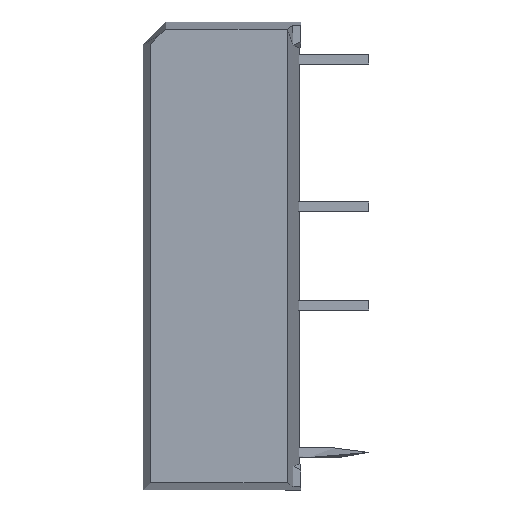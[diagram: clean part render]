
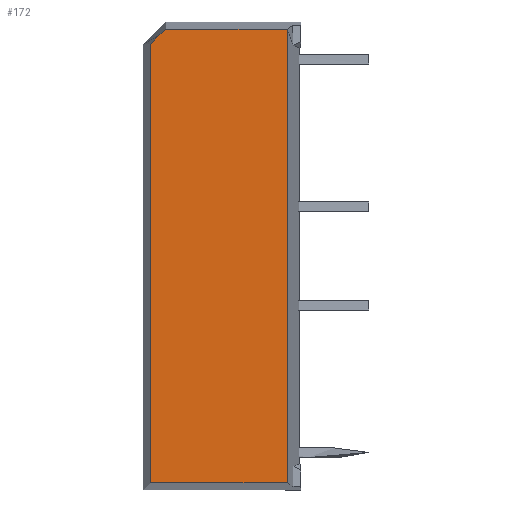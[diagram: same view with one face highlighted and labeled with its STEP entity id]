
A CAD part, top view. The second image highlights one B-rep face of the part: STEP entity #172.
In plain terms, the highlighted planar face has unit normal (0, 0, 1).
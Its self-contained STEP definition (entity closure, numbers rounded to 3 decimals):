
#2 = ORIENTED_EDGE ( 'NONE', *, *, #963, .T. ) ;
#48 = LINE ( 'NONE', #1134, #1552 ) ;
#60 = EDGE_CURVE ( 'NONE', #1637, #1694, #390, .T. ) ;
#88 = CARTESIAN_POINT ( 'NONE',  ( -5.615, -11.713, 3.11 ) ) ;
#107 = CARTESIAN_POINT ( 'NONE',  ( -5.186, 11.359, 3.11 ) ) ;
#172 = ADVANCED_FACE ( 'NONE', ( #1634 ), #1725, .T. ) ;
#174 = CARTESIAN_POINT ( 'NONE',  ( -5.65, 9.9, 3.11 ) ) ;
#212 = CARTESIAN_POINT ( 'NONE',  ( -5.186, 11.359, 3.11 ) ) ;
#268 = VERTEX_POINT ( 'NONE', #1299 ) ;
#288 = DIRECTION ( 'NONE',  ( -1., 0., 0. ) ) ;
#303 = DIRECTION ( 'NONE',  ( -0.707, -0.707, 0. ) ) ;
#331 = VERTEX_POINT ( 'NONE', #212 ) ;
#352 = VERTEX_POINT ( 'NONE', #1838 ) ;
#380 = VECTOR ( 'NONE', #1857, 1000. ) ;
#390 = LINE ( 'NONE', #2220, #380 ) ;
#585 = DIRECTION ( 'NONE',  ( 1., 0., 0. ) ) ;
#663 = LINE ( 'NONE', #107, #2263 ) ;
#736 = DIRECTION ( 'NONE',  ( 0., -1., 0. ) ) ;
#803 = DIRECTION ( 'NONE',  ( 0., -1., 0. ) ) ;
#903 = EDGE_CURVE ( 'NONE', #1694, #2138, #48, .T. ) ;
#963 = EDGE_CURVE ( 'NONE', #352, #268, #1394, .T. ) ;
#979 = ORIENTED_EDGE ( 'NONE', *, *, #60, .T. ) ;
#1018 = CARTESIAN_POINT ( 'NONE',  ( -5.615, 10.93, 3.11 ) ) ;
#1027 = CARTESIAN_POINT ( 'NONE',  ( 1.447, -11.713, 3.11 ) ) ;
#1134 = CARTESIAN_POINT ( 'NONE',  ( -18.45, -11.713, 3.11 ) ) ;
#1172 = DIRECTION ( 'NONE',  ( -0.707, -0.707, 0. ) ) ;
#1220 = CARTESIAN_POINT ( 'NONE',  ( 1.447, 10.863, 3.11 ) ) ;
#1299 = CARTESIAN_POINT ( 'NONE',  ( -4.832, 11.713, 3.11 ) ) ;
#1304 = VECTOR ( 'NONE', #288, 1000. ) ;
#1387 = CARTESIAN_POINT ( 'NONE',  ( -5.186, 11.359, 3.11 ) ) ;
#1394 = LINE ( 'NONE', #2147, #1304 ) ;
#1449 = EDGE_CURVE ( 'NONE', #352, #2138, #1534, .T. ) ;
#1534 = LINE ( 'NONE', #1220, #2298 ) ;
#1552 = VECTOR ( 'NONE', #585, 1000. ) ;
#1604 = ORIENTED_EDGE ( 'NONE', *, *, #1449, .F. ) ;
#1634 = FACE_OUTER_BOUND ( 'NONE', #2154, .T. ) ;
#1637 = VERTEX_POINT ( 'NONE', #1018 ) ;
#1640 = EDGE_CURVE ( 'NONE', #331, #1637, #1916, .T. ) ;
#1673 = VECTOR ( 'NONE', #1172, 1000. ) ;
#1694 = VERTEX_POINT ( 'NONE', #88 ) ;
#1725 = PLANE ( 'NONE',  #2301 ) ;
#1817 = ORIENTED_EDGE ( 'NONE', *, *, #1640, .T. ) ;
#1838 = CARTESIAN_POINT ( 'NONE',  ( 1.447, 11.713, 3.11 ) ) ;
#1857 = DIRECTION ( 'NONE',  ( 0., -1., 0. ) ) ;
#1916 = LINE ( 'NONE', #1387, #1673 ) ;
#1987 = DIRECTION ( 'NONE',  ( 0., 0., 1. ) ) ;
#2016 = EDGE_CURVE ( 'NONE', #268, #331, #663, .T. ) ;
#2138 = VERTEX_POINT ( 'NONE', #1027 ) ;
#2147 = CARTESIAN_POINT ( 'NONE',  ( -18.45, 11.713, 3.11 ) ) ;
#2154 = EDGE_LOOP ( 'NONE', ( #2266, #1604, #2, #2245, #1817, #979 ) ) ;
#2220 = CARTESIAN_POINT ( 'NONE',  ( -5.615, 10.1, 3.11 ) ) ;
#2245 = ORIENTED_EDGE ( 'NONE', *, *, #2016, .T. ) ;
#2263 = VECTOR ( 'NONE', #303, 1000. ) ;
#2266 = ORIENTED_EDGE ( 'NONE', *, *, #903, .T. ) ;
#2298 = VECTOR ( 'NONE', #803, 1000. ) ;
#2301 = AXIS2_PLACEMENT_3D ( 'NONE', #174, #1987, #736 ) ;
